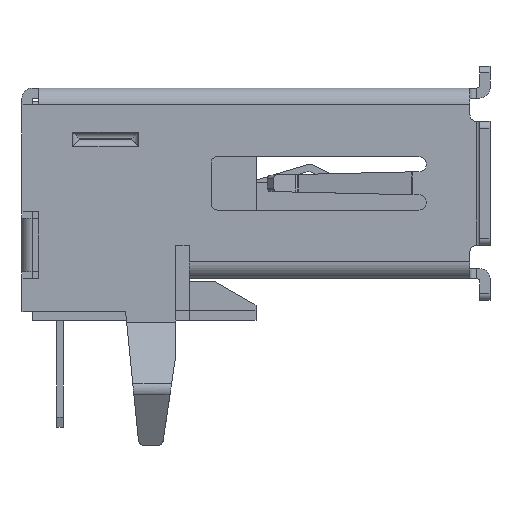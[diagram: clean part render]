
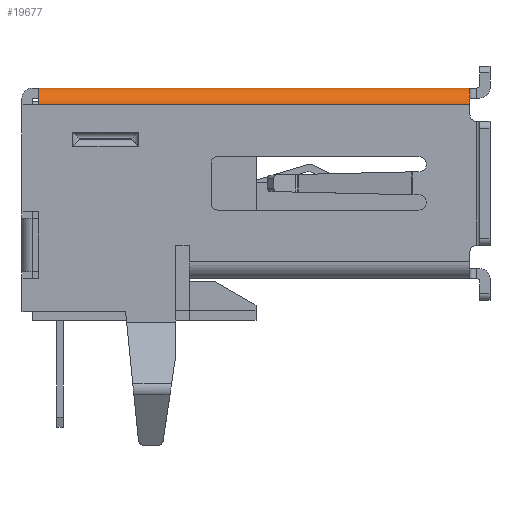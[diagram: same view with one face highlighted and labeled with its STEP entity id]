
A CAD part, left-side view. The second image highlights one B-rep face of the part: STEP entity #19677.
In plain terms, the highlighted cylindrical face has radius 0.5 mm (diameter 1 mm), a partial arc.
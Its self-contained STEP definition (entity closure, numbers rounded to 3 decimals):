
#1071 = EDGE_CURVE ( 'NONE', #22470, #17337, #20122, .T. ) ;
#1158 = DIRECTION ( 'NONE',  ( 0., -1., 0. ) ) ;
#1339 = CYLINDRICAL_SURFACE ( 'NONE', #22584, 0.5 ) ;
#2031 = AXIS2_PLACEMENT_3D ( 'NONE', #15964, #29243, #29429 ) ;
#2289 = DIRECTION ( 'NONE',  ( 0., -1., 0. ) ) ;
#2737 = VERTEX_POINT ( 'NONE', #33538 ) ;
#5950 = DIRECTION ( 'NONE',  ( 0., -1., 0. ) ) ;
#8179 = DIRECTION ( 'NONE',  ( 0., 1., 0. ) ) ;
#8363 = CARTESIAN_POINT ( 'NONE',  ( -6.05, -6.4, 2.35 ) ) ;
#8475 = EDGE_CURVE ( 'NONE', #2737, #22470, #24403, .T. ) ;
#8934 = EDGE_CURVE ( 'NONE', #17337, #19330, #23248, .T. ) ;
#9138 = CARTESIAN_POINT ( 'NONE',  ( -6.05, 6.7, 2.35 ) ) ;
#11489 = ORIENTED_EDGE ( 'NONE', *, *, #1071, .T. ) ;
#13160 = VECTOR ( 'NONE', #5950, 1000. ) ;
#14148 = EDGE_CURVE ( 'NONE', #2737, #19330, #18474, .T. ) ;
#15964 = CARTESIAN_POINT ( 'NONE',  ( -6.05, 6.5, 2.35 ) ) ;
#16686 = CARTESIAN_POINT ( 'NONE',  ( -6.05, -6.4, 2.85 ) ) ;
#16957 = ORIENTED_EDGE ( 'NONE', *, *, #14148, .F. ) ;
#17337 = VERTEX_POINT ( 'NONE', #22341 ) ;
#17824 = EDGE_LOOP ( 'NONE', ( #16957, #25469, #11489, #34745 ) ) ;
#18474 = LINE ( 'NONE', #26936, #23706 ) ;
#19330 = VERTEX_POINT ( 'NONE', #16686 ) ;
#19677 = ADVANCED_FACE ( 'NONE', ( #31074 ), #1339, .T. ) ;
#20122 = LINE ( 'NONE', #33307, #13160 ) ;
#20858 = CARTESIAN_POINT ( 'NONE',  ( -6.55, 6.5, 2.35 ) ) ;
#22341 = CARTESIAN_POINT ( 'NONE',  ( -6.55, -6.4, 2.35 ) ) ;
#22470 = VERTEX_POINT ( 'NONE', #20858 ) ;
#22584 = AXIS2_PLACEMENT_3D ( 'NONE', #9138, #1158, #33774 ) ;
#23248 = CIRCLE ( 'NONE', #26152, 0.5 ) ;
#23706 = VECTOR ( 'NONE', #2289, 1000. ) ;
#24403 = CIRCLE ( 'NONE', #2031, 0.5 ) ;
#25469 = ORIENTED_EDGE ( 'NONE', *, *, #8475, .T. ) ;
#26152 = AXIS2_PLACEMENT_3D ( 'NONE', #8363, #8179, #30100 ) ;
#26936 = CARTESIAN_POINT ( 'NONE',  ( -6.05, 6.7, 2.85 ) ) ;
#29243 = DIRECTION ( 'NONE',  ( 0., -1., 0. ) ) ;
#29429 = DIRECTION ( 'NONE',  ( 0., 0., -1. ) ) ;
#30100 = DIRECTION ( 'NONE',  ( -1., 0., 0. ) ) ;
#31074 = FACE_OUTER_BOUND ( 'NONE', #17824, .T. ) ;
#33307 = CARTESIAN_POINT ( 'NONE',  ( -6.55, 6.7, 2.35 ) ) ;
#33538 = CARTESIAN_POINT ( 'NONE',  ( -6.05, 6.5, 2.85 ) ) ;
#33774 = DIRECTION ( 'NONE',  ( 0., 0., -1. ) ) ;
#34745 = ORIENTED_EDGE ( 'NONE', *, *, #8934, .T. ) ;
